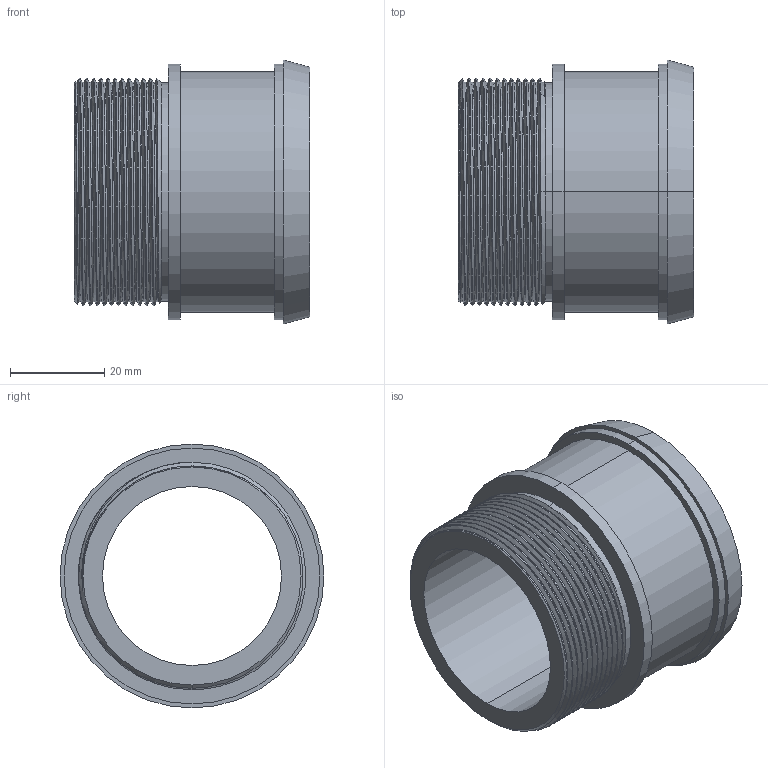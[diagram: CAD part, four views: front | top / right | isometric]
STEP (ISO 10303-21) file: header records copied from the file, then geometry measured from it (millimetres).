
FILE_DESCRIPTION (( 'STEP AP203' ), '1' );
FILE_NAME ('3D-M2036P_40 1 1-2_174221055.STEP', '2024-09-07T07:42:35', ( '' ), ( '' ), 'SwSTEP 2.0', 'SolidWorks 2024', '' );
FILE_SCHEMA (( 'CONFIG_CONTROL_DESIGN' ));
Length unit declared in the file: millimetre
Products named in the file (1): 3D-M2036P_40 1 1-2_174221055
Bounding box: 50 x 56 x 56 mm (x, y, z)
Volume: 42677.2 mm3; surface area: 18502.7 mm2
Topology: 1 solids, 1 shells, 49 faces, 127 edges, 84 vertices
Faces by surface type: cylinder 33, plane 7, cone 6, bspline 3
Entity records: 3789 total; most frequent: CARTESIAN_POINT 2660, ORIENTED_EDGE 254, DIRECTION 188, EDGE_CURVE 127, VERTEX_POINT 84, AXIS2_PLACEMENT_3D 75, EDGE_LOOP 55, FACE_OUTER_BOUND 49
